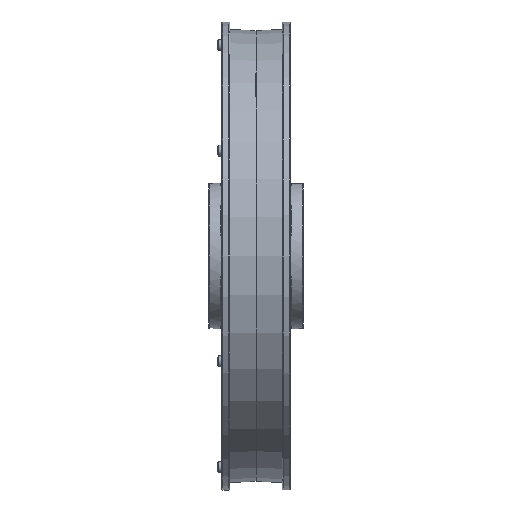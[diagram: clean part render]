
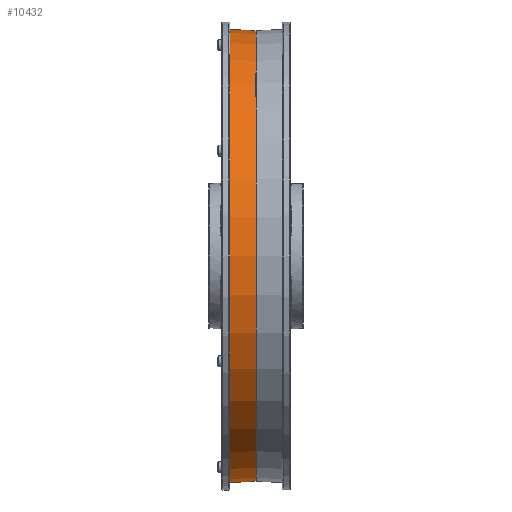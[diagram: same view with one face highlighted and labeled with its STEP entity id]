
A CAD part, front view. The second image highlights one B-rep face of the part: STEP entity #10432.
In plain terms, the highlighted conical face has half-angle 2 degrees and reference radius 99.314 mm.
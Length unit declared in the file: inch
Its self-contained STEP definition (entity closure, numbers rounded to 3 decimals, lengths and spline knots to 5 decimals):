
#922 = CARTESIAN_POINT ( 'NONE',  ( 0.82, 0., 0. ) ) ;
#1363 = VERTEX_POINT ( 'NONE', #11015 ) ;
#2024 = AXIS2_PLACEMENT_3D ( 'NONE', #922, #10573, #20218 ) ;
#2677 = EDGE_LOOP ( 'NONE', ( #5554 ) ) ;
#4982 = DIRECTION ( 'NONE',  ( -1., 0., 0. ) ) ;
#5207 = CIRCLE ( 'NONE', #9255, 3.91 ) ;
#5554 = ORIENTED_EDGE ( 'NONE', *, *, #19448, .F. ) ;
#7083 = DIRECTION ( 'NONE',  ( -1., 0., 0. ) ) ;
#8329 = VERTEX_POINT ( 'NONE', #17982 ) ;
#9064 = AXIS2_PLACEMENT_3D ( 'NONE', #28717, #7083, #16748 ) ;
#9255 = AXIS2_PLACEMENT_3D ( 'NONE', #26625, #4982, #14662 ) ;
#9461 = FACE_OUTER_BOUND ( 'NONE', #2677, .T. ) ;
#10432 = ADVANCED_FACE ( 'NONE', ( #9461, #19111 ), #22701, .T. ) ;
#10573 = DIRECTION ( 'NONE',  ( -1., 0., 0. ) ) ;
#11015 = CARTESIAN_POINT ( 'NONE',  ( 0.82, 0., 3.89254 ) ) ;
#12247 = ORIENTED_EDGE ( 'NONE', *, *, #25240, .T. ) ;
#14662 = DIRECTION ( 'NONE',  ( 0., 0., 1. ) ) ;
#15714 = CIRCLE ( 'NONE', #2024, 3.89254 ) ;
#16748 = DIRECTION ( 'NONE',  ( 0., 0., -1. ) ) ;
#17982 = CARTESIAN_POINT ( 'NONE',  ( 0.32, 0., 3.91 ) ) ;
#19111 = FACE_BOUND ( 'NONE', #23834, .T. ) ;
#19448 = EDGE_CURVE ( 'NONE', #8329, #8329, #5207, .T. ) ;
#20218 = DIRECTION ( 'NONE',  ( 0., 0., 1. ) ) ;
#22701 = CONICAL_SURFACE ( 'NONE', #9064, 3.91, 0.035 ) ;
#23834 = EDGE_LOOP ( 'NONE', ( #12247 ) ) ;
#25240 = EDGE_CURVE ( 'NONE', #1363, #1363, #15714, .T. ) ;
#26625 = CARTESIAN_POINT ( 'NONE',  ( 0.32, 0., 0. ) ) ;
#28717 = CARTESIAN_POINT ( 'NONE',  ( 0.32, 0., 0. ) ) ;
